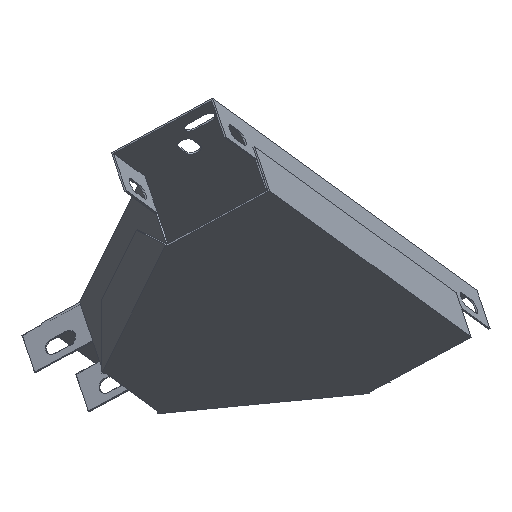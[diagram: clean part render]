
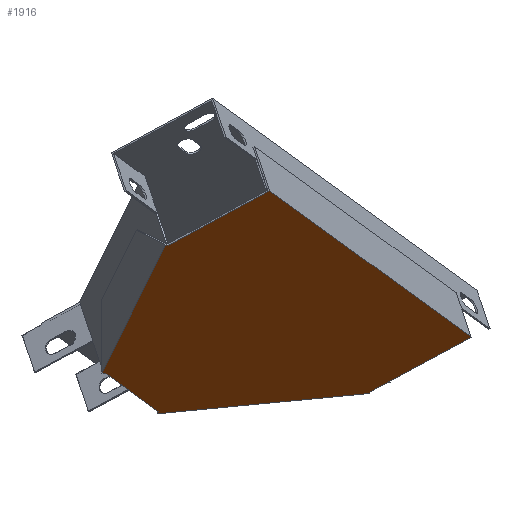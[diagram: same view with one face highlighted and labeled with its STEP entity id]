
A CAD part, front view. The second image highlights one B-rep face of the part: STEP entity #1916.
In plain terms, the highlighted planar face has unit normal (0.283, -0.485, -0.827).
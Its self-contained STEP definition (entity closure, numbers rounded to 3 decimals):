
#14 = VECTOR ( 'NONE', #2697, 1000. ) ;
#18 = LINE ( 'NONE', #2688, #3684 ) ;
#20 = VECTOR ( 'NONE', #2138, 1000. ) ;
#22 = LINE ( 'NONE', #2422, #14 ) ;
#25 = VECTOR ( 'NONE', #656, 1000. ) ;
#27 = LINE ( 'NONE', #1788, #20 ) ;
#34 = LINE ( 'NONE', #2971, #25 ) ;
#38 = VECTOR ( 'NONE', #126, 1000. ) ;
#60 = VECTOR ( 'NONE', #1463, 1000. ) ;
#72 = LINE ( 'NONE', #1451, #60 ) ;
#91 = DIRECTION ( 'NONE',  ( 0.455, 0.827, -0.33 ) ) ;
#95 = LINE ( 'NONE', #2670, #110 ) ;
#107 = CARTESIAN_POINT ( 'NONE',  ( -28.222, 117.793, 145.26 ) ) ;
#110 = VECTOR ( 'NONE', #2956, 1000. ) ;
#126 = DIRECTION ( 'NONE',  ( 0.276, -0.785, 0.555 ) ) ;
#147 = LINE ( 'NONE', #1194, #38 ) ;
#202 = CARTESIAN_POINT ( 'NONE',  ( 16.641, 103.736, 168.848 ) ) ;
#217 = VECTOR ( 'NONE', #91, 1000. ) ;
#248 = LINE ( 'NONE', #344, #217 ) ;
#339 = VECTOR ( 'NONE', #1402, 1000. ) ;
#341 = LINE ( 'NONE', #1132, #339 ) ;
#344 = CARTESIAN_POINT ( 'NONE',  ( -54.22, 196.039, 90.455 ) ) ;
#389 = DIRECTION ( 'NONE',  ( 0.919, 0.385, 0.088 ) ) ;
#439 = CARTESIAN_POINT ( 'NONE',  ( -31.505, 239.163, 72.917 ) ) ;
#540 = VECTOR ( 'NONE', #3437, 1000. ) ;
#552 = LINE ( 'NONE', #2009, #540 ) ;
#656 = DIRECTION ( 'NONE',  ( 0.455, 0.827, -0.33 ) ) ;
#902 = FACE_OUTER_BOUND ( 'NONE', #3501, .T. ) ;
#908 = CARTESIAN_POINT ( 'NONE',  ( -26.936, 118.332, 145.383 ) ) ;
#921 = ORIENTED_EDGE ( 'NONE', *, *, #3496, .T. ) ;
#936 = CARTESIAN_POINT ( 'NONE',  ( -54.22, 196.039, 90.455 ) ) ;
#1034 = VERTEX_POINT ( 'NONE', #3543 ) ;
#1132 = CARTESIAN_POINT ( 'NONE',  ( 15.965, 103.963, 168.484 ) ) ;
#1153 = VERTEX_POINT ( 'NONE', #3005 ) ;
#1194 = CARTESIAN_POINT ( 'NONE',  ( 59.663, 276.642, 82.096 ) ) ;
#1312 = VERTEX_POINT ( 'NONE', #2508 ) ;
#1381 = AXIS2_PLACEMENT_3D ( 'NONE', #2876, #2850, #2846 ) ;
#1402 = DIRECTION ( 'NONE',  ( -0.845, 0.283, -0.455 ) ) ;
#1446 = VERTEX_POINT ( 'NONE', #2152 ) ;
#1451 = CARTESIAN_POINT ( 'NONE',  ( -32.544, 238.727, 72.817 ) ) ;
#1463 = DIRECTION ( 'NONE',  ( 0.919, 0.385, 0.088 ) ) ;
#1678 = ORIENTED_EDGE ( 'NONE', *, *, #3440, .T. ) ;
#1691 = VERTEX_POINT ( 'NONE', #439 ) ;
#1788 = CARTESIAN_POINT ( 'NONE',  ( -27.487, 118.101, 145.33 ) ) ;
#1916 = ADVANCED_FACE ( 'NONE', ( #902 ), #2855, .F. ) ;
#2009 = CARTESIAN_POINT ( 'NONE',  ( 59.829, 276.171, 82.429 ) ) ;
#2058 = VERTEX_POINT ( 'NONE', #2320 ) ;
#2138 = DIRECTION ( 'NONE',  ( 0.919, 0.385, 0.088 ) ) ;
#2152 = CARTESIAN_POINT ( 'NONE',  ( 59.829, 276.171, 82.429 ) ) ;
#2153 = ORIENTED_EDGE ( 'NONE', *, *, #3369, .T. ) ;
#2320 = CARTESIAN_POINT ( 'NONE',  ( 59.443, 277.27, 81.652 ) ) ;
#2422 = CARTESIAN_POINT ( 'NONE',  ( -55.818, 196.389, 89.703 ) ) ;
#2508 = CARTESIAN_POINT ( 'NONE',  ( -55.506, 195.5, 90.331 ) ) ;
#2670 = CARTESIAN_POINT ( 'NONE',  ( -31.284, 238.535, 73.36 ) ) ;
#2688 = CARTESIAN_POINT ( 'NONE',  ( -54.771, 195.808, 90.402 ) ) ;
#2697 = DIRECTION ( 'NONE',  ( 0.276, -0.785, 0.555 ) ) ;
#2747 = VERTEX_POINT ( 'NONE', #936 ) ;
#2846 = DIRECTION ( 'NONE',  ( -0.455, -0.827, 0.33 ) ) ;
#2850 = DIRECTION ( 'NONE',  ( -0.283, 0.485, 0.827 ) ) ;
#2855 = PLANE ( 'NONE',  #1381 ) ;
#2876 = CARTESIAN_POINT ( 'NONE',  ( -64.12, 224.236, 70.524 ) ) ;
#2956 = DIRECTION ( 'NONE',  ( 0.276, -0.785, 0.555 ) ) ;
#2971 = CARTESIAN_POINT ( 'NONE',  ( 16.126, 102.801, 169.221 ) ) ;
#3001 = ORIENTED_EDGE ( 'NONE', *, *, #3589, .F. ) ;
#3005 = CARTESIAN_POINT ( 'NONE',  ( 103.406, 261.576, 105.894 ) ) ;
#3177 = VERTEX_POINT ( 'NONE', #202 ) ;
#3224 = ORIENTED_EDGE ( 'NONE', *, *, #3607, .F. ) ;
#3246 = VERTEX_POINT ( 'NONE', #107 ) ;
#3369 = EDGE_CURVE ( 'NONE', #1446, #1153, #552, .T. ) ;
#3372 = ORIENTED_EDGE ( 'NONE', *, *, #3615, .T. ) ;
#3427 = ORIENTED_EDGE ( 'NONE', *, *, #3573, .T. ) ;
#3437 = DIRECTION ( 'NONE',  ( 0.845, -0.283, 0.455 ) ) ;
#3438 = ORIENTED_EDGE ( 'NONE', *, *, #3560, .F. ) ;
#3440 = EDGE_CURVE ( 'NONE', #3177, #3508, #341, .T. ) ;
#3496 = EDGE_CURVE ( 'NONE', #2747, #1034, #248, .T. ) ;
#3501 = EDGE_LOOP ( 'NONE', ( #921, #3438, #3632, #3427, #2153, #3001, #1678, #3509, #3224, #3372 ) ) ;
#3508 = VERTEX_POINT ( 'NONE', #908 ) ;
#3509 = ORIENTED_EDGE ( 'NONE', *, *, #3593, .F. ) ;
#3543 = CARTESIAN_POINT ( 'NONE',  ( -31.119, 238.064, 73.693 ) ) ;
#3560 = EDGE_CURVE ( 'NONE', #1691, #1034, #95, .T. ) ;
#3566 = EDGE_CURVE ( 'NONE', #1691, #2058, #72, .T. ) ;
#3573 = EDGE_CURVE ( 'NONE', #2058, #1446, #147, .T. ) ;
#3589 = EDGE_CURVE ( 'NONE', #3177, #1153, #34, .T. ) ;
#3593 = EDGE_CURVE ( 'NONE', #3246, #3508, #27, .T. ) ;
#3607 = EDGE_CURVE ( 'NONE', #1312, #3246, #22, .T. ) ;
#3615 = EDGE_CURVE ( 'NONE', #1312, #2747, #18, .T. ) ;
#3632 = ORIENTED_EDGE ( 'NONE', *, *, #3566, .T. ) ;
#3684 = VECTOR ( 'NONE', #389, 1000. ) ;
